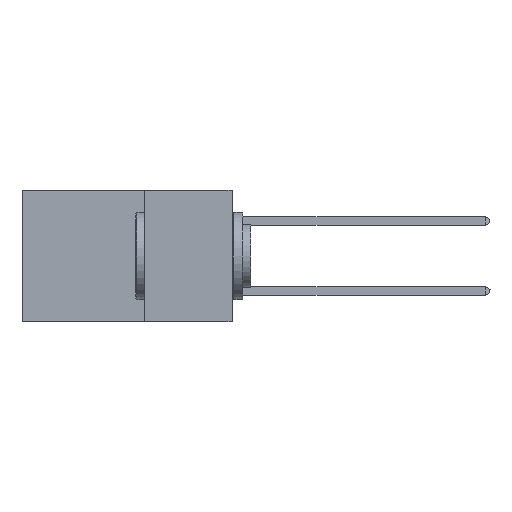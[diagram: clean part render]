
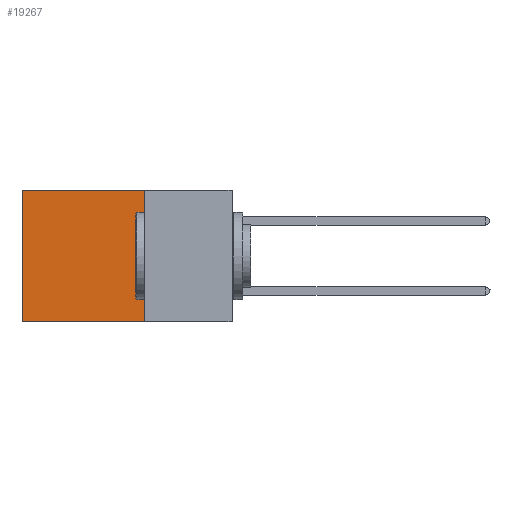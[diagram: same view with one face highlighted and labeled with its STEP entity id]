
A CAD part, left-side view. The second image highlights one B-rep face of the part: STEP entity #19267.
In plain terms, the highlighted planar face has unit normal (-1, 0, 0).
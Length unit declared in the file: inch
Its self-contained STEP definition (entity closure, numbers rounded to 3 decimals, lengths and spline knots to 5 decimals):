
#838 = LINE ( 'NONE', #10498, #16374 ) ;
#854 = ORIENTED_EDGE ( 'NONE', *, *, #8139, .F. ) ;
#1301 = VERTEX_POINT ( 'NONE', #12042 ) ;
#2397 = PLANE ( 'NONE',  #10487 ) ;
#2536 = CARTESIAN_POINT ( 'NONE',  ( 0.2875, 0.25, 0. ) ) ;
#2552 = CARTESIAN_POINT ( 'NONE',  ( 0.2875, 0.25, 0. ) ) ;
#2563 = EDGE_CURVE ( 'NONE', #11867, #12068, #16829, .T. ) ;
#2926 = DIRECTION ( 'NONE',  ( 0., 0., -1. ) ) ;
#4246 = DIRECTION ( 'NONE',  ( 1., 0., 0. ) ) ;
#4697 = LINE ( 'NONE', #13691, #8242 ) ;
#5591 = VECTOR ( 'NONE', #8947, 39.37008 ) ;
#5654 = VECTOR ( 'NONE', #11677, 39.37008 ) ;
#6387 = FACE_OUTER_BOUND ( 'NONE', #9290, .T. ) ;
#7284 = LINE ( 'NONE', #2552, #5654 ) ;
#7290 = ORIENTED_EDGE ( 'NONE', *, *, #8901, .T. ) ;
#7439 = CARTESIAN_POINT ( 'NONE',  ( 0.2875, 0.6, -0.375 ) ) ;
#7520 = CARTESIAN_POINT ( 'NONE',  ( 0.2875, 0.6, 0. ) ) ;
#7711 = CARTESIAN_POINT ( 'NONE',  ( 0.2875, 0.6, -0.375 ) ) ;
#8139 = EDGE_CURVE ( 'NONE', #1301, #12068, #4697, .T. ) ;
#8242 = VECTOR ( 'NONE', #8966, 39.37008 ) ;
#8317 = ORIENTED_EDGE ( 'NONE', *, *, #2563, .T. ) ;
#8548 = ORIENTED_EDGE ( 'NONE', *, *, #16451, .F. ) ;
#8901 = EDGE_CURVE ( 'NONE', #15207, #11867, #7284, .T. ) ;
#8947 = DIRECTION ( 'NONE',  ( 0., 0., -1. ) ) ;
#8966 = DIRECTION ( 'NONE',  ( 0., 1., 0. ) ) ;
#9290 = EDGE_LOOP ( 'NONE', ( #8317, #854, #8548, #7290 ) ) ;
#10487 = AXIS2_PLACEMENT_3D ( 'NONE', #13433, #4246, #2926 ) ;
#10498 = CARTESIAN_POINT ( 'NONE',  ( 0.2875, 0.25, -0.375 ) ) ;
#11677 = DIRECTION ( 'NONE',  ( 0., 1., 0. ) ) ;
#11867 = VERTEX_POINT ( 'NONE', #7520 ) ;
#12042 = CARTESIAN_POINT ( 'NONE',  ( 0.2875, 0.25, -0.375 ) ) ;
#12068 = VERTEX_POINT ( 'NONE', #7711 ) ;
#13433 = CARTESIAN_POINT ( 'NONE',  ( 0.2875, 0.25, -0.375 ) ) ;
#13457 = DIRECTION ( 'NONE',  ( 0., 0., -1. ) ) ;
#13691 = CARTESIAN_POINT ( 'NONE',  ( 0.2875, 0.25, -0.375 ) ) ;
#15207 = VERTEX_POINT ( 'NONE', #2536 ) ;
#16374 = VECTOR ( 'NONE', #13457, 39.37008 ) ;
#16451 = EDGE_CURVE ( 'NONE', #15207, #1301, #838, .T. ) ;
#16829 = LINE ( 'NONE', #7439, #5591 ) ;
#19267 = ADVANCED_FACE ( 'NONE', ( #6387 ), #2397, .F. ) ;
